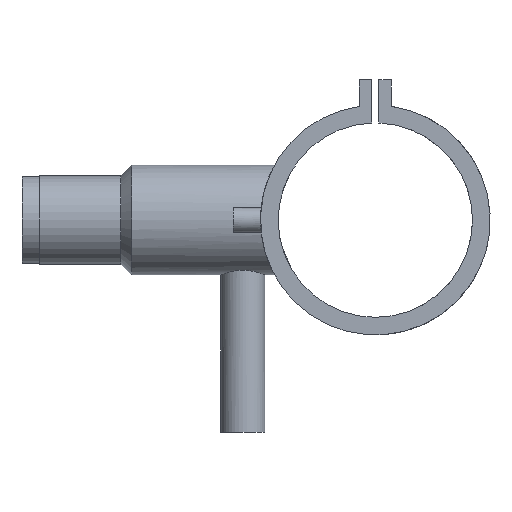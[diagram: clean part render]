
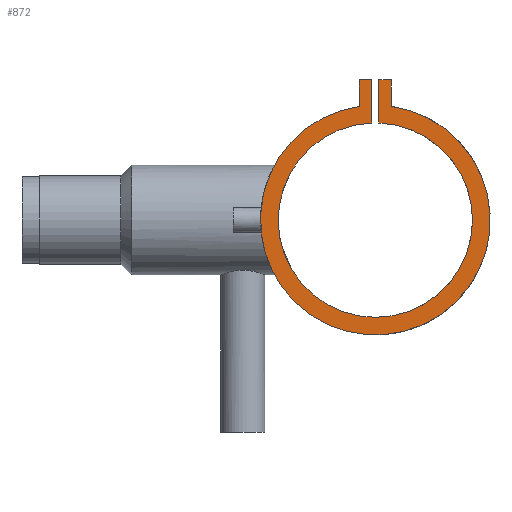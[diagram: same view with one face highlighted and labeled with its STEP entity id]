
A CAD part, left-side view. The second image highlights one B-rep face of the part: STEP entity #872.
In plain terms, the highlighted planar face has unit normal (-1, 0, 0).
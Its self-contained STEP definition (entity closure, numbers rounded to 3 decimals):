
#15 = EDGE_CURVE ( 'NONE', #404, #1911, #1966, .T. ) ;
#147 = DIRECTION ( 'NONE',  ( 0., 0., 1. ) ) ;
#242 = CARTESIAN_POINT ( 'NONE',  ( -69., -2., 79.374 ) ) ;
#244 = CARTESIAN_POINT ( 'NONE',  ( -69., 0., 0. ) ) ;
#276 = CARTESIAN_POINT ( 'NONE',  ( -69., 2., 79.374 ) ) ;
#290 = EDGE_CURVE ( 'NONE', #2318, #940, #711, .T. ) ;
#303 = DIRECTION ( 'NONE',  ( 0., 0., -1. ) ) ;
#314 = CARTESIAN_POINT ( 'NONE',  ( -69., -9., 64.374 ) ) ;
#337 = VECTOR ( 'NONE', #1901, 1000. ) ;
#344 = CARTESIAN_POINT ( 'NONE',  ( -69., 0., 0. ) ) ;
#348 = EDGE_CURVE ( 'NONE', #495, #992, #1462, .T. ) ;
#367 = LINE ( 'NONE', #1125, #337 ) ;
#386 = DIRECTION ( 'NONE',  ( 0., 0., -1. ) ) ;
#404 = VERTEX_POINT ( 'NONE', #1023 ) ;
#411 = DIRECTION ( 'NONE',  ( 0., 0., -1. ) ) ;
#495 = VERTEX_POINT ( 'NONE', #314 ) ;
#563 = CIRCLE ( 'NONE', #1993, 55. ) ;
#621 = EDGE_CURVE ( 'NONE', #940, #674, #1249, .T. ) ;
#624 = VECTOR ( 'NONE', #147, 1000. ) ;
#632 = AXIS2_PLACEMENT_3D ( 'NONE', #244, #1001, #1775 ) ;
#652 = ORIENTED_EDGE ( 'NONE', *, *, #1318, .F. ) ;
#674 = VERTEX_POINT ( 'NONE', #2220 ) ;
#711 = LINE ( 'NONE', #1475, #1587 ) ;
#734 = ORIENTED_EDGE ( 'NONE', *, *, #348, .F. ) ;
#872 = ADVANCED_FACE ( 'NONE', ( #1185 ), #1968, .F. ) ;
#940 = VERTEX_POINT ( 'NONE', #276 ) ;
#990 = ORIENTED_EDGE ( 'NONE', *, *, #2346, .F. ) ;
#992 = VERTEX_POINT ( 'NONE', #1716 ) ;
#999 = DIRECTION ( 'NONE',  ( 0., 0., 1. ) ) ;
#1001 = DIRECTION ( 'NONE',  ( 1., 0., 0. ) ) ;
#1023 = CARTESIAN_POINT ( 'NONE',  ( -69., -2., 54.964 ) ) ;
#1091 = VECTOR ( 'NONE', #303, 1000. ) ;
#1093 = LINE ( 'NONE', #1870, #624 ) ;
#1100 = DIRECTION ( 'NONE',  ( -1., 0., 0. ) ) ;
#1125 = CARTESIAN_POINT ( 'NONE',  ( -69., -2., 79.374 ) ) ;
#1130 = ORIENTED_EDGE ( 'NONE', *, *, #290, .F. ) ;
#1185 = FACE_OUTER_BOUND ( 'NONE', #1590, .T. ) ;
#1194 = ORIENTED_EDGE ( 'NONE', *, *, #621, .F. ) ;
#1249 = LINE ( 'NONE', #2027, #1091 ) ;
#1281 = CARTESIAN_POINT ( 'NONE',  ( -69., 9., 79.374 ) ) ;
#1318 = EDGE_CURVE ( 'NONE', #674, #404, #563, .T. ) ;
#1326 = ORIENTED_EDGE ( 'NONE', *, *, #1422, .F. ) ;
#1334 = CARTESIAN_POINT ( 'NONE',  ( -69., 0., 0. ) ) ;
#1360 = LINE ( 'NONE', #2130, #2189 ) ;
#1422 = EDGE_CURVE ( 'NONE', #2123, #495, #1360, .T. ) ;
#1431 = AXIS2_PLACEMENT_3D ( 'NONE', #1334, #2103, #386 ) ;
#1462 = CIRCLE ( 'NONE', #1431, 65. ) ;
#1475 = CARTESIAN_POINT ( 'NONE',  ( -69., 9., 79.374 ) ) ;
#1587 = VECTOR ( 'NONE', #2239, 1000. ) ;
#1590 = EDGE_LOOP ( 'NONE', ( #734, #1326, #1814, #1753, #652, #1194, #1130, #990 ) ) ;
#1716 = CARTESIAN_POINT ( 'NONE',  ( -69., 9., 64.374 ) ) ;
#1753 = ORIENTED_EDGE ( 'NONE', *, *, #15, .F. ) ;
#1775 = DIRECTION ( 'NONE',  ( 0., 0., -1. ) ) ;
#1814 = ORIENTED_EDGE ( 'NONE', *, *, #2082, .F. ) ;
#1830 = CARTESIAN_POINT ( 'NONE',  ( -69., -2., 79.374 ) ) ;
#1870 = CARTESIAN_POINT ( 'NONE',  ( -69., 9., 79.374 ) ) ;
#1877 = DIRECTION ( 'NONE',  ( 0., 0., -1. ) ) ;
#1901 = DIRECTION ( 'NONE',  ( 0., -1., 0. ) ) ;
#1911 = VERTEX_POINT ( 'NONE', #1830 ) ;
#1914 = CARTESIAN_POINT ( 'NONE',  ( -69., -9., 79.374 ) ) ;
#1953 = VECTOR ( 'NONE', #999, 1000. ) ;
#1966 = LINE ( 'NONE', #242, #1953 ) ;
#1968 = PLANE ( 'NONE',  #632 ) ;
#1993 = AXIS2_PLACEMENT_3D ( 'NONE', #344, #1100, #1877 ) ;
#2027 = CARTESIAN_POINT ( 'NONE',  ( -69., 2., 79.374 ) ) ;
#2082 = EDGE_CURVE ( 'NONE', #1911, #2123, #367, .T. ) ;
#2103 = DIRECTION ( 'NONE',  ( 1., 0., 0. ) ) ;
#2123 = VERTEX_POINT ( 'NONE', #1914 ) ;
#2130 = CARTESIAN_POINT ( 'NONE',  ( -69., -9., 79.374 ) ) ;
#2189 = VECTOR ( 'NONE', #411, 1000. ) ;
#2220 = CARTESIAN_POINT ( 'NONE',  ( -69., 2., 54.964 ) ) ;
#2239 = DIRECTION ( 'NONE',  ( 0., -1., 0. ) ) ;
#2318 = VERTEX_POINT ( 'NONE', #1281 ) ;
#2346 = EDGE_CURVE ( 'NONE', #992, #2318, #1093, .T. ) ;
